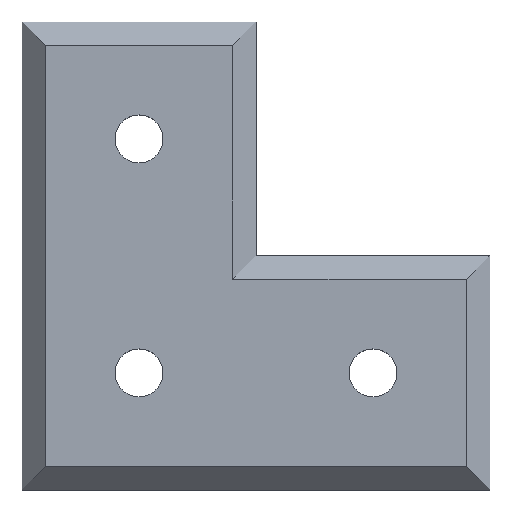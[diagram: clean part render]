
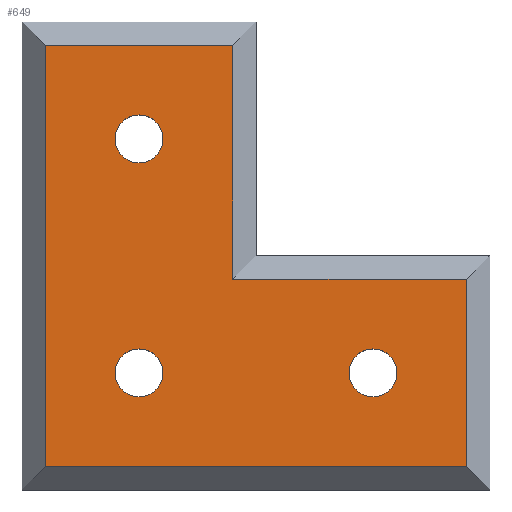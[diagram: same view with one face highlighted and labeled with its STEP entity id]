
A CAD part, top view. The second image highlights one B-rep face of the part: STEP entity #649.
In plain terms, the highlighted planar face has unit normal (0, 0, 1).
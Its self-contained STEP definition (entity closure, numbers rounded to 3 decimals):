
#72 = PLANE('',#73);
#73 = AXIS2_PLACEMENT_3D('',#74,#75,#76);
#74 = CARTESIAN_POINT('',(1.,0.,4.));
#75 = DIRECTION('',(-0.707,0.,0.707));
#76 = DIRECTION('',(-0.,-1.,-0.));
#158 = PLANE('',#159);
#159 = AXIS2_PLACEMENT_3D('',#160,#161,#162);
#160 = CARTESIAN_POINT('',(0.,1.,4.));
#161 = DIRECTION('',(0.,0.707,-0.707));
#162 = DIRECTION('',(-1.,-0.,-0.));
#223 = VERTEX_POINT('',#224);
#224 = CARTESIAN_POINT('',(2.,2.,5.));
#247 = VERTEX_POINT('',#248);
#248 = CARTESIAN_POINT('',(2.,38.,5.));
#262 = PLANE('',#263);
#263 = AXIS2_PLACEMENT_3D('',#264,#265,#266);
#264 = CARTESIAN_POINT('',(0.,39.,4.));
#265 = DIRECTION('',(0.,0.707,0.707));
#266 = DIRECTION('',(-1.,0.,0.));
#274 = EDGE_CURVE('',#223,#247,#275,.T.);
#275 = SURFACE_CURVE('',#276,(#280,#287),.PCURVE_S1.);
#276 = LINE('',#277,#278);
#277 = CARTESIAN_POINT('',(2.,0.,5.));
#278 = VECTOR('',#279,1.);
#279 = DIRECTION('',(0.,1.,0.));
#280 = PCURVE('',#72,#281);
#281 = DEFINITIONAL_REPRESENTATION('',(#282),#286);
#282 = LINE('',#283,#284);
#283 = CARTESIAN_POINT('',(-0.,1.414));
#284 = VECTOR('',#285,1.);
#285 = DIRECTION('',(-1.,0.));
#286 = ( GEOMETRIC_REPRESENTATION_CONTEXT(2) 
PARAMETRIC_REPRESENTATION_CONTEXT() REPRESENTATION_CONTEXT('2D SPACE',''
  ) );
#287 = PCURVE('',#288,#293);
#288 = PLANE('',#289);
#289 = AXIS2_PLACEMENT_3D('',#290,#291,#292);
#290 = CARTESIAN_POINT('',(0.,0.,5.));
#291 = DIRECTION('',(0.,0.,1.));
#292 = DIRECTION('',(1.,0.,0.));
#293 = DEFINITIONAL_REPRESENTATION('',(#294),#298);
#294 = LINE('',#295,#296);
#295 = CARTESIAN_POINT('',(2.,0.));
#296 = VECTOR('',#297,1.);
#297 = DIRECTION('',(0.,1.));
#298 = ( GEOMETRIC_REPRESENTATION_CONTEXT(2) 
PARAMETRIC_REPRESENTATION_CONTEXT() REPRESENTATION_CONTEXT('2D SPACE',''
  ) );
#424 = CYLINDRICAL_SURFACE('',#425,2.05);
#425 = AXIS2_PLACEMENT_3D('',#426,#427,#428);
#426 = CARTESIAN_POINT('',(10.,30.,0.));
#427 = DIRECTION('',(-0.,-0.,-1.));
#428 = DIRECTION('',(1.,0.,0.));
#455 = CYLINDRICAL_SURFACE('',#456,2.05);
#456 = AXIS2_PLACEMENT_3D('',#457,#458,#459);
#457 = CARTESIAN_POINT('',(30.,10.,0.));
#458 = DIRECTION('',(-0.,-0.,-1.));
#459 = DIRECTION('',(1.,0.,0.));
#486 = CYLINDRICAL_SURFACE('',#487,2.05);
#487 = AXIS2_PLACEMENT_3D('',#488,#489,#490);
#488 = CARTESIAN_POINT('',(10.,10.,0.));
#489 = DIRECTION('',(-0.,-0.,-1.));
#490 = DIRECTION('',(1.,0.,0.));
#553 = VERTEX_POINT('',#554);
#554 = CARTESIAN_POINT('',(38.,2.,5.));
#568 = PLANE('',#569);
#569 = AXIS2_PLACEMENT_3D('',#570,#571,#572);
#570 = CARTESIAN_POINT('',(39.,0.,4.));
#571 = DIRECTION('',(-0.707,0.,-0.707));
#572 = DIRECTION('',(-0.,-1.,-0.));
#580 = EDGE_CURVE('',#223,#553,#581,.T.);
#581 = SURFACE_CURVE('',#582,(#586,#593),.PCURVE_S1.);
#582 = LINE('',#583,#584);
#583 = CARTESIAN_POINT('',(0.,2.,5.));
#584 = VECTOR('',#585,1.);
#585 = DIRECTION('',(1.,0.,0.));
#586 = PCURVE('',#158,#587);
#587 = DEFINITIONAL_REPRESENTATION('',(#588),#592);
#588 = LINE('',#589,#590);
#589 = CARTESIAN_POINT('',(-0.,1.414));
#590 = VECTOR('',#591,1.);
#591 = DIRECTION('',(-1.,0.));
#592 = ( GEOMETRIC_REPRESENTATION_CONTEXT(2) 
PARAMETRIC_REPRESENTATION_CONTEXT() REPRESENTATION_CONTEXT('2D SPACE',''
  ) );
#593 = PCURVE('',#288,#594);
#594 = DEFINITIONAL_REPRESENTATION('',(#595),#599);
#595 = LINE('',#596,#597);
#596 = CARTESIAN_POINT('',(0.,2.));
#597 = VECTOR('',#598,1.);
#598 = DIRECTION('',(1.,0.));
#599 = ( GEOMETRIC_REPRESENTATION_CONTEXT(2) 
PARAMETRIC_REPRESENTATION_CONTEXT() REPRESENTATION_CONTEXT('2D SPACE',''
  ) );
#649 = ADVANCED_FACE('',(#650,#754,#780,#806),#288,.T.);
#650 = FACE_BOUND('',#651,.T.);
#651 = EDGE_LOOP('',(#652,#653,#654,#677,#705,#733));
#652 = ORIENTED_EDGE('',*,*,#274,.F.);
#653 = ORIENTED_EDGE('',*,*,#580,.T.);
#654 = ORIENTED_EDGE('',*,*,#655,.T.);
#655 = EDGE_CURVE('',#553,#656,#658,.T.);
#656 = VERTEX_POINT('',#657);
#657 = CARTESIAN_POINT('',(38.,18.,5.));
#658 = SURFACE_CURVE('',#659,(#663,#670),.PCURVE_S1.);
#659 = LINE('',#660,#661);
#660 = CARTESIAN_POINT('',(38.,0.,5.));
#661 = VECTOR('',#662,1.);
#662 = DIRECTION('',(0.,1.,0.));
#663 = PCURVE('',#288,#664);
#664 = DEFINITIONAL_REPRESENTATION('',(#665),#669);
#665 = LINE('',#666,#667);
#666 = CARTESIAN_POINT('',(38.,0.));
#667 = VECTOR('',#668,1.);
#668 = DIRECTION('',(0.,1.));
#669 = ( GEOMETRIC_REPRESENTATION_CONTEXT(2) 
PARAMETRIC_REPRESENTATION_CONTEXT() REPRESENTATION_CONTEXT('2D SPACE',''
  ) );
#670 = PCURVE('',#568,#671);
#671 = DEFINITIONAL_REPRESENTATION('',(#672),#676);
#672 = LINE('',#673,#674);
#673 = CARTESIAN_POINT('',(-0.,1.414));
#674 = VECTOR('',#675,1.);
#675 = DIRECTION('',(-1.,0.));
#676 = ( GEOMETRIC_REPRESENTATION_CONTEXT(2) 
PARAMETRIC_REPRESENTATION_CONTEXT() REPRESENTATION_CONTEXT('2D SPACE',''
  ) );
#677 = ORIENTED_EDGE('',*,*,#678,.T.);
#678 = EDGE_CURVE('',#656,#679,#681,.T.);
#679 = VERTEX_POINT('',#680);
#680 = CARTESIAN_POINT('',(18.,18.,5.));
#681 = SURFACE_CURVE('',#682,(#686,#693),.PCURVE_S1.);
#682 = LINE('',#683,#684);
#683 = CARTESIAN_POINT('',(40.,18.,5.));
#684 = VECTOR('',#685,1.);
#685 = DIRECTION('',(-1.,0.,0.));
#686 = PCURVE('',#288,#687);
#687 = DEFINITIONAL_REPRESENTATION('',(#688),#692);
#688 = LINE('',#689,#690);
#689 = CARTESIAN_POINT('',(40.,18.));
#690 = VECTOR('',#691,1.);
#691 = DIRECTION('',(-1.,0.));
#692 = ( GEOMETRIC_REPRESENTATION_CONTEXT(2) 
PARAMETRIC_REPRESENTATION_CONTEXT() REPRESENTATION_CONTEXT('2D SPACE',''
  ) );
#693 = PCURVE('',#694,#699);
#694 = PLANE('',#695);
#695 = AXIS2_PLACEMENT_3D('',#696,#697,#698);
#696 = CARTESIAN_POINT('',(40.,19.,4.));
#697 = DIRECTION('',(0.,-0.707,-0.707));
#698 = DIRECTION('',(1.,0.,0.));
#699 = DEFINITIONAL_REPRESENTATION('',(#700),#704);
#700 = LINE('',#701,#702);
#701 = CARTESIAN_POINT('',(-0.,1.414));
#702 = VECTOR('',#703,1.);
#703 = DIRECTION('',(-1.,0.));
#704 = ( GEOMETRIC_REPRESENTATION_CONTEXT(2) 
PARAMETRIC_REPRESENTATION_CONTEXT() REPRESENTATION_CONTEXT('2D SPACE',''
  ) );
#705 = ORIENTED_EDGE('',*,*,#706,.T.);
#706 = EDGE_CURVE('',#679,#707,#709,.T.);
#707 = VERTEX_POINT('',#708);
#708 = CARTESIAN_POINT('',(18.,38.,5.));
#709 = SURFACE_CURVE('',#710,(#714,#721),.PCURVE_S1.);
#710 = LINE('',#711,#712);
#711 = CARTESIAN_POINT('',(18.,20.,5.));
#712 = VECTOR('',#713,1.);
#713 = DIRECTION('',(0.,1.,0.));
#714 = PCURVE('',#288,#715);
#715 = DEFINITIONAL_REPRESENTATION('',(#716),#720);
#716 = LINE('',#717,#718);
#717 = CARTESIAN_POINT('',(18.,20.));
#718 = VECTOR('',#719,1.);
#719 = DIRECTION('',(0.,1.));
#720 = ( GEOMETRIC_REPRESENTATION_CONTEXT(2) 
PARAMETRIC_REPRESENTATION_CONTEXT() REPRESENTATION_CONTEXT('2D SPACE',''
  ) );
#721 = PCURVE('',#722,#727);
#722 = PLANE('',#723);
#723 = AXIS2_PLACEMENT_3D('',#724,#725,#726);
#724 = CARTESIAN_POINT('',(19.,20.,4.));
#725 = DIRECTION('',(-0.707,0.,-0.707));
#726 = DIRECTION('',(-0.,-1.,-0.));
#727 = DEFINITIONAL_REPRESENTATION('',(#728),#732);
#728 = LINE('',#729,#730);
#729 = CARTESIAN_POINT('',(-0.,1.414));
#730 = VECTOR('',#731,1.);
#731 = DIRECTION('',(-1.,0.));
#732 = ( GEOMETRIC_REPRESENTATION_CONTEXT(2) 
PARAMETRIC_REPRESENTATION_CONTEXT() REPRESENTATION_CONTEXT('2D SPACE',''
  ) );
#733 = ORIENTED_EDGE('',*,*,#734,.F.);
#734 = EDGE_CURVE('',#247,#707,#735,.T.);
#735 = SURFACE_CURVE('',#736,(#740,#747),.PCURVE_S1.);
#736 = LINE('',#737,#738);
#737 = CARTESIAN_POINT('',(0.,38.,5.));
#738 = VECTOR('',#739,1.);
#739 = DIRECTION('',(1.,0.,0.));
#740 = PCURVE('',#288,#741);
#741 = DEFINITIONAL_REPRESENTATION('',(#742),#746);
#742 = LINE('',#743,#744);
#743 = CARTESIAN_POINT('',(0.,38.));
#744 = VECTOR('',#745,1.);
#745 = DIRECTION('',(1.,0.));
#746 = ( GEOMETRIC_REPRESENTATION_CONTEXT(2) 
PARAMETRIC_REPRESENTATION_CONTEXT() REPRESENTATION_CONTEXT('2D SPACE',''
  ) );
#747 = PCURVE('',#262,#748);
#748 = DEFINITIONAL_REPRESENTATION('',(#749),#753);
#749 = LINE('',#750,#751);
#750 = CARTESIAN_POINT('',(-0.,1.414));
#751 = VECTOR('',#752,1.);
#752 = DIRECTION('',(-1.,0.));
#753 = ( GEOMETRIC_REPRESENTATION_CONTEXT(2) 
PARAMETRIC_REPRESENTATION_CONTEXT() REPRESENTATION_CONTEXT('2D SPACE',''
  ) );
#754 = FACE_BOUND('',#755,.F.);
#755 = EDGE_LOOP('',(#756));
#756 = ORIENTED_EDGE('',*,*,#757,.T.);
#757 = EDGE_CURVE('',#758,#758,#760,.T.);
#758 = VERTEX_POINT('',#759);
#759 = CARTESIAN_POINT('',(12.05,30.,5.));
#760 = SURFACE_CURVE('',#761,(#766,#773),.PCURVE_S1.);
#761 = CIRCLE('',#762,2.05);
#762 = AXIS2_PLACEMENT_3D('',#763,#764,#765);
#763 = CARTESIAN_POINT('',(10.,30.,5.));
#764 = DIRECTION('',(0.,0.,1.));
#765 = DIRECTION('',(1.,0.,0.));
#766 = PCURVE('',#288,#767);
#767 = DEFINITIONAL_REPRESENTATION('',(#768),#772);
#768 = CIRCLE('',#769,2.05);
#769 = AXIS2_PLACEMENT_2D('',#770,#771);
#770 = CARTESIAN_POINT('',(10.,30.));
#771 = DIRECTION('',(1.,0.));
#772 = ( GEOMETRIC_REPRESENTATION_CONTEXT(2) 
PARAMETRIC_REPRESENTATION_CONTEXT() REPRESENTATION_CONTEXT('2D SPACE',''
  ) );
#773 = PCURVE('',#424,#774);
#774 = DEFINITIONAL_REPRESENTATION('',(#775),#779);
#775 = LINE('',#776,#777);
#776 = CARTESIAN_POINT('',(-0.,-5.));
#777 = VECTOR('',#778,1.);
#778 = DIRECTION('',(-1.,0.));
#779 = ( GEOMETRIC_REPRESENTATION_CONTEXT(2) 
PARAMETRIC_REPRESENTATION_CONTEXT() REPRESENTATION_CONTEXT('2D SPACE',''
  ) );
#780 = FACE_BOUND('',#781,.F.);
#781 = EDGE_LOOP('',(#782));
#782 = ORIENTED_EDGE('',*,*,#783,.T.);
#783 = EDGE_CURVE('',#784,#784,#786,.T.);
#784 = VERTEX_POINT('',#785);
#785 = CARTESIAN_POINT('',(32.05,10.,5.));
#786 = SURFACE_CURVE('',#787,(#792,#799),.PCURVE_S1.);
#787 = CIRCLE('',#788,2.05);
#788 = AXIS2_PLACEMENT_3D('',#789,#790,#791);
#789 = CARTESIAN_POINT('',(30.,10.,5.));
#790 = DIRECTION('',(0.,0.,1.));
#791 = DIRECTION('',(1.,0.,0.));
#792 = PCURVE('',#288,#793);
#793 = DEFINITIONAL_REPRESENTATION('',(#794),#798);
#794 = CIRCLE('',#795,2.05);
#795 = AXIS2_PLACEMENT_2D('',#796,#797);
#796 = CARTESIAN_POINT('',(30.,10.));
#797 = DIRECTION('',(1.,0.));
#798 = ( GEOMETRIC_REPRESENTATION_CONTEXT(2) 
PARAMETRIC_REPRESENTATION_CONTEXT() REPRESENTATION_CONTEXT('2D SPACE',''
  ) );
#799 = PCURVE('',#455,#800);
#800 = DEFINITIONAL_REPRESENTATION('',(#801),#805);
#801 = LINE('',#802,#803);
#802 = CARTESIAN_POINT('',(-0.,-5.));
#803 = VECTOR('',#804,1.);
#804 = DIRECTION('',(-1.,0.));
#805 = ( GEOMETRIC_REPRESENTATION_CONTEXT(2) 
PARAMETRIC_REPRESENTATION_CONTEXT() REPRESENTATION_CONTEXT('2D SPACE',''
  ) );
#806 = FACE_BOUND('',#807,.F.);
#807 = EDGE_LOOP('',(#808));
#808 = ORIENTED_EDGE('',*,*,#809,.T.);
#809 = EDGE_CURVE('',#810,#810,#812,.T.);
#810 = VERTEX_POINT('',#811);
#811 = CARTESIAN_POINT('',(12.05,10.,5.));
#812 = SURFACE_CURVE('',#813,(#818,#825),.PCURVE_S1.);
#813 = CIRCLE('',#814,2.05);
#814 = AXIS2_PLACEMENT_3D('',#815,#816,#817);
#815 = CARTESIAN_POINT('',(10.,10.,5.));
#816 = DIRECTION('',(0.,0.,1.));
#817 = DIRECTION('',(1.,0.,0.));
#818 = PCURVE('',#288,#819);
#819 = DEFINITIONAL_REPRESENTATION('',(#820),#824);
#820 = CIRCLE('',#821,2.05);
#821 = AXIS2_PLACEMENT_2D('',#822,#823);
#822 = CARTESIAN_POINT('',(10.,10.));
#823 = DIRECTION('',(1.,0.));
#824 = ( GEOMETRIC_REPRESENTATION_CONTEXT(2) 
PARAMETRIC_REPRESENTATION_CONTEXT() REPRESENTATION_CONTEXT('2D SPACE',''
  ) );
#825 = PCURVE('',#486,#826);
#826 = DEFINITIONAL_REPRESENTATION('',(#827),#831);
#827 = LINE('',#828,#829);
#828 = CARTESIAN_POINT('',(-0.,-5.));
#829 = VECTOR('',#830,1.);
#830 = DIRECTION('',(-1.,0.));
#831 = ( GEOMETRIC_REPRESENTATION_CONTEXT(2) 
PARAMETRIC_REPRESENTATION_CONTEXT() REPRESENTATION_CONTEXT('2D SPACE',''
  ) );
